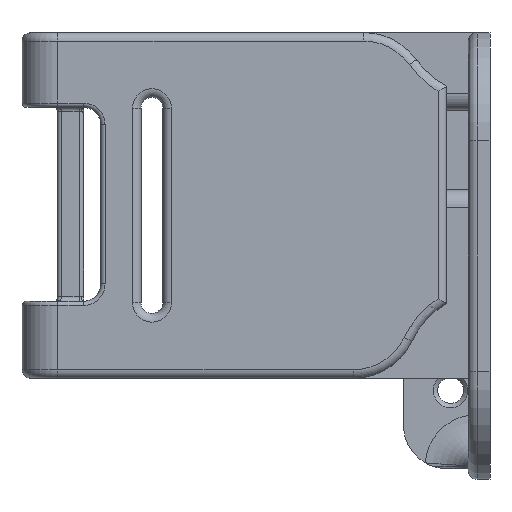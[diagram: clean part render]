
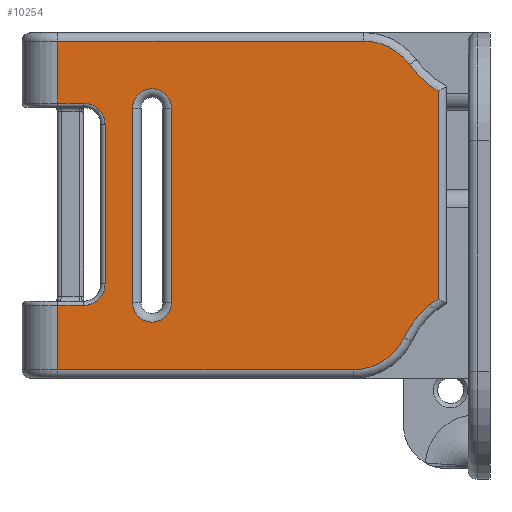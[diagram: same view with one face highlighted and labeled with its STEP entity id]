
A CAD part, front view. The second image highlights one B-rep face of the part: STEP entity #10254.
In plain terms, the highlighted planar face has unit normal (0, -1, 0).
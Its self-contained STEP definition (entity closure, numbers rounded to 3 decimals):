
#210=FACE_BOUND('',#3128,.T.);
#369=PLANE('',#10908);
#390=LINE('',#13572,#1118);
#392=LINE('',#13584,#1120);
#394=LINE('',#13596,#1122);
#403=LINE('',#13747,#1131);
#1017=LINE('',#19209,#1745);
#1018=LINE('',#19220,#1746);
#1024=LINE('',#19237,#1752);
#1025=LINE('',#19243,#1753);
#1026=LINE('',#19249,#1754);
#1027=LINE('',#19250,#1755);
#1118=VECTOR('',#11189,10.);
#1120=VECTOR('',#11203,10.);
#1122=VECTOR('',#11217,10.);
#1131=VECTOR('',#11278,10.);
#1745=VECTOR('',#12798,10.);
#1746=VECTOR('',#12811,10.);
#1752=VECTOR('',#12831,10.);
#1753=VECTOR('',#12836,10.);
#1754=VECTOR('',#12841,10.);
#1755=VECTOR('',#12842,10.);
#2476=FACE_OUTER_BOUND('',#3127,.T.);
#3127=EDGE_LOOP('',(#8978,#8979,#8980,#8981,#8982,#8983,#8984,#8985,#8986,
#8987,#8988,#8989,#8990,#8991));
#3128=EDGE_LOOP('',(#8992,#8993,#8994,#8995));
#3289=CIRCLE('',#10407,5.);
#3293=CIRCLE('',#10413,5.);
#3511=CIRCLE('',#10898,4.5);
#3514=CIRCLE('',#10903,4.5);
#3517=CIRCLE('',#10909,13.);
#3518=CIRCLE('',#10910,22.);
#3519=CIRCLE('',#10911,22.);
#3520=CIRCLE('',#10912,13.);
#4043=VERTEX_POINT('',#13564);
#4045=VERTEX_POINT('',#13570);
#4047=VERTEX_POINT('',#13576);
#4049=VERTEX_POINT('',#13582);
#4051=VERTEX_POINT('',#13588);
#4053=VERTEX_POINT('',#13594);
#4071=VERTEX_POINT('',#13745);
#4837=VERTEX_POINT('',#19202);
#4840=VERTEX_POINT('',#19207);
#4842=VERTEX_POINT('',#19212);
#4844=VERTEX_POINT('',#19218);
#4848=VERTEX_POINT('',#19236);
#4849=VERTEX_POINT('',#19238);
#4850=VERTEX_POINT('',#19240);
#4851=VERTEX_POINT('',#19242);
#4852=VERTEX_POINT('',#19244);
#4853=VERTEX_POINT('',#19246);
#4854=VERTEX_POINT('',#19248);
#5033=EDGE_CURVE('',#4045,#4043,#390,.T.);
#5036=EDGE_CURVE('',#4047,#4045,#3289,.T.);
#5039=EDGE_CURVE('',#4049,#4047,#392,.T.);
#5042=EDGE_CURVE('',#4051,#4049,#3293,.T.);
#5045=EDGE_CURVE('',#4053,#4051,#394,.T.);
#5077=EDGE_CURVE('',#4071,#4053,#403,.T.);
#6250=EDGE_CURVE('',#4840,#4837,#1017,.T.);
#6252=EDGE_CURVE('',#4842,#4840,#3511,.T.);
#6255=EDGE_CURVE('',#4844,#4842,#1018,.T.);
#6257=EDGE_CURVE('',#4837,#4844,#3514,.T.);
#6264=EDGE_CURVE('',#4848,#4071,#1024,.T.);
#6265=EDGE_CURVE('',#4849,#4848,#3517,.T.);
#6266=EDGE_CURVE('',#4850,#4849,#3518,.T.);
#6267=EDGE_CURVE('',#4851,#4850,#1025,.T.);
#6268=EDGE_CURVE('',#4852,#4851,#3519,.T.);
#6269=EDGE_CURVE('',#4853,#4852,#3520,.T.);
#6270=EDGE_CURVE('',#4854,#4853,#1026,.T.);
#6271=EDGE_CURVE('',#4043,#4854,#1027,.T.);
#8978=ORIENTED_EDGE('',*,*,#5045,.F.);
#8979=ORIENTED_EDGE('',*,*,#5077,.F.);
#8980=ORIENTED_EDGE('',*,*,#6264,.F.);
#8981=ORIENTED_EDGE('',*,*,#6265,.F.);
#8982=ORIENTED_EDGE('',*,*,#6266,.F.);
#8983=ORIENTED_EDGE('',*,*,#6267,.F.);
#8984=ORIENTED_EDGE('',*,*,#6268,.F.);
#8985=ORIENTED_EDGE('',*,*,#6269,.F.);
#8986=ORIENTED_EDGE('',*,*,#6270,.F.);
#8987=ORIENTED_EDGE('',*,*,#6271,.F.);
#8988=ORIENTED_EDGE('',*,*,#5033,.F.);
#8989=ORIENTED_EDGE('',*,*,#5036,.F.);
#8990=ORIENTED_EDGE('',*,*,#5039,.F.);
#8991=ORIENTED_EDGE('',*,*,#5042,.F.);
#8992=ORIENTED_EDGE('',*,*,#6250,.F.);
#8993=ORIENTED_EDGE('',*,*,#6252,.F.);
#8994=ORIENTED_EDGE('',*,*,#6255,.F.);
#8995=ORIENTED_EDGE('',*,*,#6257,.F.);
#10254=ADVANCED_FACE('',(#2476,#210),#369,.T.);
#10407=AXIS2_PLACEMENT_3D('',#13578,#11195,#11196);
#10413=AXIS2_PLACEMENT_3D('',#13590,#11209,#11210);
#10898=AXIS2_PLACEMENT_3D('',#19214,#12803,#12804);
#10903=AXIS2_PLACEMENT_3D('',#19223,#12815,#12816);
#10908=AXIS2_PLACEMENT_3D('',#19235,#12829,#12830);
#10909=AXIS2_PLACEMENT_3D('',#19239,#12832,#12833);
#10910=AXIS2_PLACEMENT_3D('',#19241,#12834,#12835);
#10911=AXIS2_PLACEMENT_3D('',#19245,#12837,#12838);
#10912=AXIS2_PLACEMENT_3D('',#19247,#12839,#12840);
#11189=DIRECTION('',(-1.,0.,0.));
#11195=DIRECTION('center_axis',(0.,-1.,0.));
#11196=DIRECTION('ref_axis',(0.707,0.,0.707));
#11203=DIRECTION('',(0.,0.,1.));
#11209=DIRECTION('center_axis',(0.,-1.,0.));
#11210=DIRECTION('ref_axis',(0.707,0.,-0.707));
#11217=DIRECTION('',(1.,0.,0.));
#11278=DIRECTION('',(0.,0.,1.));
#12798=DIRECTION('',(0.,0.,1.));
#12803=DIRECTION('center_axis',(0.,-1.,0.));
#12804=DIRECTION('ref_axis',(0.,0.,-1.));
#12811=DIRECTION('',(0.,0.,-1.));
#12815=DIRECTION('center_axis',(0.,-1.,0.));
#12816=DIRECTION('ref_axis',(0.,0.,1.));
#12829=DIRECTION('center_axis',(0.,-1.,0.));
#12830=DIRECTION('ref_axis',(1.,0.,0.));
#12831=DIRECTION('',(-1.,0.,0.));
#12832=DIRECTION('center_axis',(0.,1.,0.));
#12833=DIRECTION('ref_axis',(0.535,0.,-0.845));
#12834=DIRECTION('center_axis',(0.,-1.,0.));
#12835=DIRECTION('ref_axis',(-0.735,0.,0.678));
#12836=DIRECTION('',(0.,0.,-1.));
#12837=DIRECTION('center_axis',(0.,-1.,0.));
#12838=DIRECTION('ref_axis',(-0.658,0.,-0.753));
#12839=DIRECTION('center_axis',(0.,1.,0.));
#12840=DIRECTION('ref_axis',(0.459,0.,0.889));
#12841=DIRECTION('',(1.,0.,0.));
#12842=DIRECTION('',(0.,0.,1.));
#13564=CARTESIAN_POINT('',(-39.991,-51.293,63.69));
#13570=CARTESIAN_POINT('',(-34.055,-51.293,63.69));
#13572=CARTESIAN_POINT('',(-37.027,-51.293,63.69));
#13576=CARTESIAN_POINT('',(-29.055,-51.293,58.69));
#13578=CARTESIAN_POINT('Origin',(-34.055,-51.293,58.69));
#13582=CARTESIAN_POINT('',(-29.055,-51.293,21.843));
#13584=CARTESIAN_POINT('',(-29.055,-51.293,10.922));
#13588=CARTESIAN_POINT('',(-34.055,-51.293,16.843));
#13590=CARTESIAN_POINT('Origin',(-34.055,-51.293,21.843));
#13594=CARTESIAN_POINT('',(-39.991,-51.293,16.843));
#13596=CARTESIAN_POINT('',(-46.058,-51.293,16.843));
#13745=CARTESIAN_POINT('',(-39.991,-51.293,2.));
#13747=CARTESIAN_POINT('',(-39.991,-51.293,0.));
#19202=CARTESIAN_POINT('',(-13.711,-51.293,62.5));
#19207=CARTESIAN_POINT('',(-13.711,-51.293,17.5));
#19209=CARTESIAN_POINT('',(-13.711,-51.293,8.75));
#19212=CARTESIAN_POINT('',(-22.711,-51.293,17.5));
#19214=CARTESIAN_POINT('Origin',(-18.211,-51.293,17.5));
#19218=CARTESIAN_POINT('',(-22.711,-51.293,62.5));
#19220=CARTESIAN_POINT('',(-22.711,-51.293,31.25));
#19223=CARTESIAN_POINT('Origin',(-18.211,-51.293,62.5));
#19235=CARTESIAN_POINT('Origin',(-40.,-51.293,0.));
#19236=CARTESIAN_POINT('',(28.376,-51.293,2.));
#19237=CARTESIAN_POINT('',(-22.064,-51.293,2.));
#19238=CARTESIAN_POINT('',(40.122,-51.293,9.429));
#19239=CARTESIAN_POINT('Origin',(28.376,-51.293,15.));
#19240=CARTESIAN_POINT('',(48.,-51.293,18.441));
#19241=CARTESIAN_POINT('Origin',(60.,-51.293,0.002));
#19242=CARTESIAN_POINT('',(48.,-51.293,66.397));
#19243=CARTESIAN_POINT('',(48.,-51.293,21.222));
#19244=CARTESIAN_POINT('',(41.36,-51.293,72.532));
#19245=CARTESIAN_POINT('Origin',(59.291,-51.293,85.278));
#19246=CARTESIAN_POINT('',(30.764,-51.293,78.));
#19247=CARTESIAN_POINT('Origin',(30.764,-51.293,65.));
#19248=CARTESIAN_POINT('',(-39.991,-51.293,78.));
#19249=CARTESIAN_POINT('',(-22.064,-51.293,78.));
#19250=CARTESIAN_POINT('',(-39.991,-51.293,0.));
